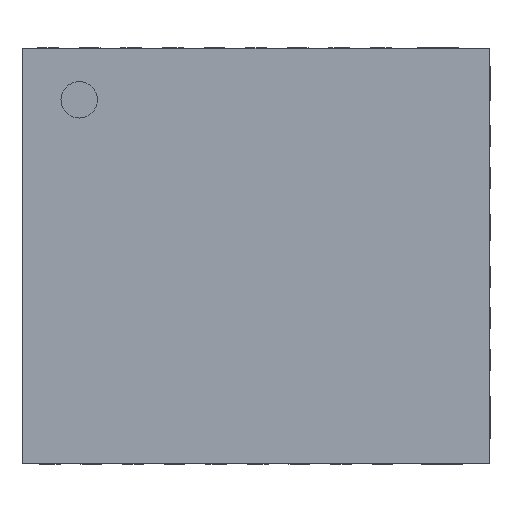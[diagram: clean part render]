
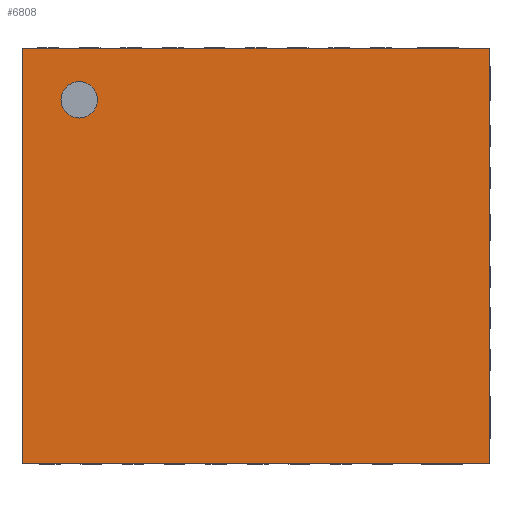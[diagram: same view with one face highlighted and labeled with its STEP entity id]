
A CAD part, top view. The second image highlights one B-rep face of the part: STEP entity #6808.
In plain terms, the highlighted planar face has unit normal (0, 0, 1).
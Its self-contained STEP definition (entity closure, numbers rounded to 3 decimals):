
#6164=CARTESIAN_POINT('Vertex',(-2.245,1.995,1.)) ;
#6167=CARTESIAN_POINT('Line Origine',(0.,1.995,1.)) ;
#6171=CARTESIAN_POINT('Vertex',(2.245,1.995,1.)) ;
#6302=CARTESIAN_POINT('Vertex',(-2.245,-1.995,1.)) ;
#6305=CARTESIAN_POINT('Line Origine',(-2.245,0.,1.)) ;
#6406=CARTESIAN_POINT('Vertex',(2.245,-1.995,1.)) ;
#6409=CARTESIAN_POINT('Line Origine',(0.,-1.995,1.)) ;
#6522=CARTESIAN_POINT('Line Origine',(2.245,0.,1.)) ;
#6779=CARTESIAN_POINT('Axis2P3D Location',(0.,0.,1.)) ;
#6790=CARTESIAN_POINT('Axis2P3D Location',(-1.7,1.5,1.)) ;
#6794=CARTESIAN_POINT('Vertex',(-1.525,1.5,1.)) ;
#6796=CARTESIAN_POINT('Vertex',(-1.875,1.5,1.)) ;
#6799=CARTESIAN_POINT('Axis2P3D Location',(-1.7,1.5,1.)) ;
#6169=VECTOR('Line Direction',#6168,1.) ;
#6307=VECTOR('Line Direction',#6306,1.) ;
#6411=VECTOR('Line Direction',#6410,1.) ;
#6524=VECTOR('Line Direction',#6523,1.) ;
#6168=DIRECTION('Vector Direction',(1.,0.,0.)) ;
#6306=DIRECTION('Vector Direction',(0.,1.,0.)) ;
#6410=DIRECTION('Vector Direction',(-1.,0.,0.)) ;
#6523=DIRECTION('Vector Direction',(0.,-1.,0.)) ;
#6780=DIRECTION('Axis2P3D Direction',(0.,0.,1.)) ;
#6781=DIRECTION('Axis2P3D XDirection',(1.,0.,0.)) ;
#6791=DIRECTION('Axis2P3D Direction',(0.,0.,1.)) ;
#6800=DIRECTION('Axis2P3D Direction',(0.,0.,1.)) ;
#6782=AXIS2_PLACEMENT_3D('Plane Axis2P3D',#6779,#6780,#6781) ;
#6792=AXIS2_PLACEMENT_3D('Circle Axis2P3D',#6790,#6791,$) ;
#6801=AXIS2_PLACEMENT_3D('Circle Axis2P3D',#6799,#6800,$) ;
#6170=LINE('Line',#6167,#6169) ;
#6308=LINE('Line',#6305,#6307) ;
#6412=LINE('Line',#6409,#6411) ;
#6525=LINE('Line',#6522,#6524) ;
#6793=CIRCLE('generated circle',#6792,0.175) ;
#6802=CIRCLE('generated circle',#6801,0.175) ;
#6783=PLANE('',#6782) ;
#6807=FACE_BOUND('',#6804,.T.) ;
#6173=EDGE_CURVE('',#6172,#6165,#6170,.F.) ;
#6309=EDGE_CURVE('',#6165,#6303,#6308,.F.) ;
#6413=EDGE_CURVE('',#6303,#6407,#6412,.F.) ;
#6526=EDGE_CURVE('',#6407,#6172,#6525,.F.) ;
#6798=EDGE_CURVE('',#6795,#6797,#6793,.T.) ;
#6803=EDGE_CURVE('',#6797,#6795,#6802,.T.) ;
#6784=EDGE_LOOP('',(#6785,#6786,#6787,#6788)) ;
#6804=EDGE_LOOP('',(#6805,#6806)) ;
#6785=ORIENTED_EDGE('',*,*,#6173,.T.) ;
#6786=ORIENTED_EDGE('',*,*,#6309,.T.) ;
#6787=ORIENTED_EDGE('',*,*,#6413,.T.) ;
#6788=ORIENTED_EDGE('',*,*,#6526,.T.) ;
#6805=ORIENTED_EDGE('',*,*,#6798,.F.) ;
#6806=ORIENTED_EDGE('',*,*,#6803,.F.) ;
#6165=VERTEX_POINT('',#6164) ;
#6172=VERTEX_POINT('',#6171) ;
#6303=VERTEX_POINT('',#6302) ;
#6407=VERTEX_POINT('',#6406) ;
#6795=VERTEX_POINT('',#6794) ;
#6797=VERTEX_POINT('',#6796) ;
#6808=ADVANCED_FACE('PartBody',(#6789,#6807),#6783,.T.) ;
#6789=FACE_OUTER_BOUND('',#6784,.T.) ;
